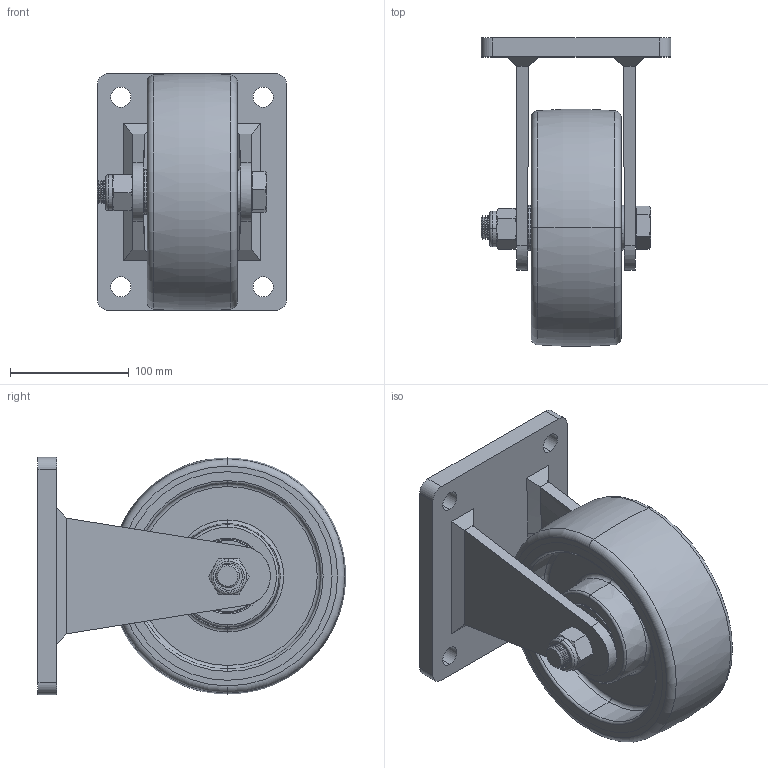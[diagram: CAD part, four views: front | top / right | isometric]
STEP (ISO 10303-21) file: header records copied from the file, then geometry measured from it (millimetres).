
FILE_DESCRIPTION (( 'STEP AP203' ), '1' );
FILE_NAME ('R8905.STEP', '2020-02-24T20:32:44', ( '' ), ( '' ), 'SwSTEP 2.0', 'SolidWorks 2013', '' );
FILE_SCHEMA (( 'CONFIG_CONTROL_DESIGN' ));
Length unit declared in the file: millimetre
Products named in the file (1): R8905
Bounding box: 160 x 259.85 x 200 mm (x, y, z)
Volume: 2433950.6 mm3; surface area: 523918.6 mm2
Topology: 16 solids, 16 shells, 1463 faces, 5686 edges, 3800 vertices
Faces by surface type: torus 472, plane 307, sphere 256, bspline 171, cylinder 144, cone 113
Entity records: 73555 total; most frequent: CARTESIAN_POINT 33457, ORIENTED_EDGE 9836, DIRECTION 7010, EDGE_CURVE 4918, VERTEX_POINT 3288, AXIS2_PLACEMENT_3D 3001, B_SPLINE_CURVE_WITH_KNOTS 2180, CIRCLE 1708
